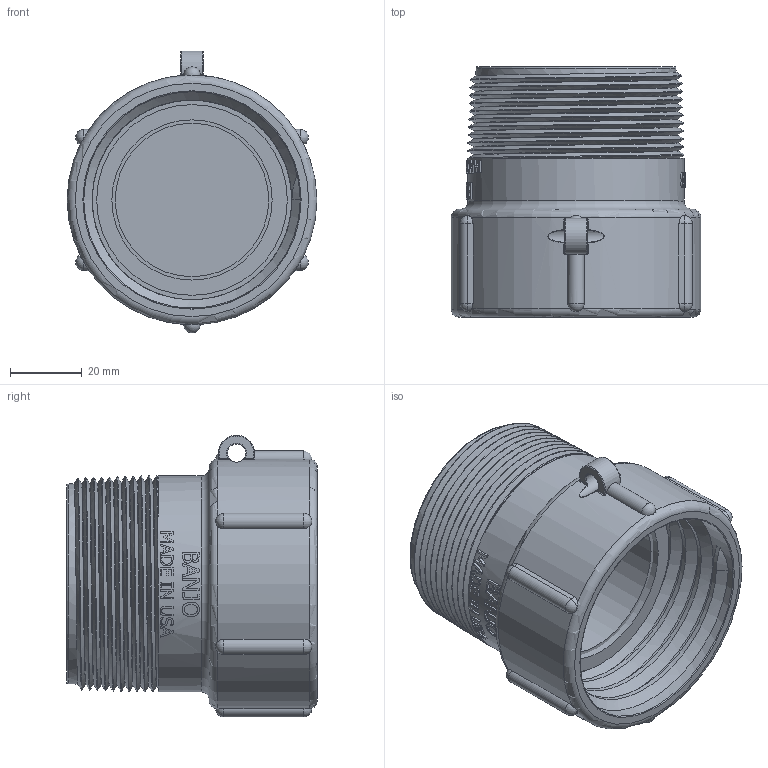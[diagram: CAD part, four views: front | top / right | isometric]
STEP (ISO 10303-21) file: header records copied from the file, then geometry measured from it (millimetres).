
FILE_DESCRIPTION(/* description */ ('2"MNPT X 60MM BUTTR FTNG W/GSK'),/* implementation_level */ '2;1');
FILE_NAME(/* name */ 'TA283.stp',/* time_stamp */ '2023-07-25T13:53:00-04:00',/* author */ ('DCT'),/* organization */ (''),/* preprocessor_version */ 'ST-DEVELOPER v18.1',/* originating_system */ 'Autodesk Inventor 2022',/* authorisation */ '');
FILE_SCHEMA (('AUTOMOTIVE_DESIGN { 1 0 10303 214 3 1 1 }'));
Length unit declared in the file: inch
Products named in the file (3): TA283; TA283X; V20275GS
Assembly tree (2 placements, depth 2):
  TA283
    TA283X
    V20275GS
Bounding box: 69.85 x 70.1 x 78.87 mm (x, y, z)
Volume: 94612.8 mm3; surface area: 38427.1 mm2
Topology: 2 solids, 2 shells, 416 faces, 1141 edges, 746 vertices
Faces by surface type: plane 167, bspline 139, cylinder 73, cone 15, sphere 12, torus 10
Full cylindrical faces by diameter (mm): 5.08 x1, 42.926 x1, 44.831 x1, 45.72 x1, 53.34 x1, 55.88 x3, 60.452 x2, 60.579 x3
Entity records: 33699 total; most frequent: CARTESIAN_POINT 24013, ORIENTED_EDGE 2260, DIRECTION 1574, EDGE_CURVE 1130, VERTEX_POINT 746, AXIS2_PLACEMENT_3D 570, EDGE_LOOP 450, LINE 434
